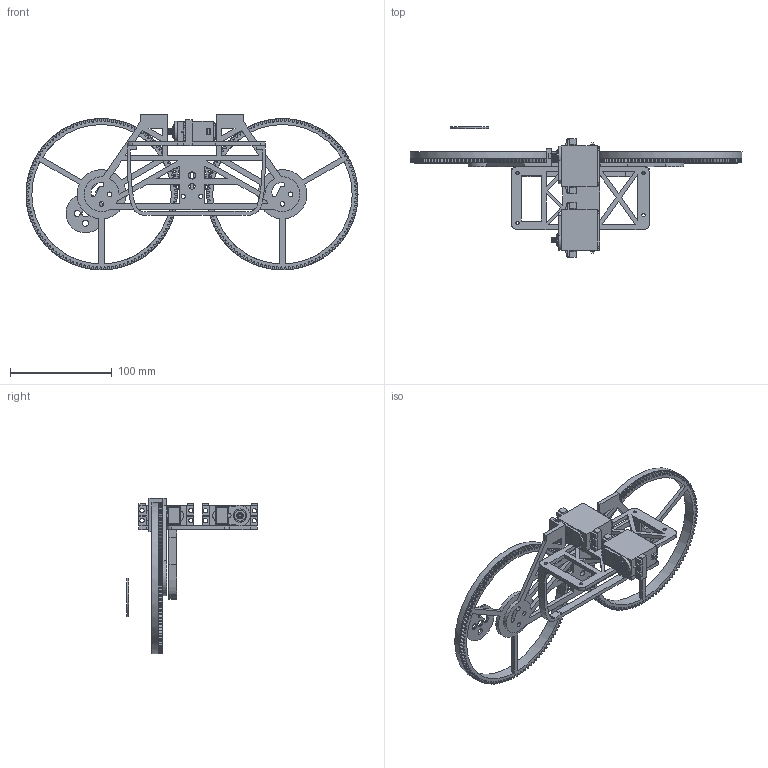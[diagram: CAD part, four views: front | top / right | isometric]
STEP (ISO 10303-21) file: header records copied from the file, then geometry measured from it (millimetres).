
FILE_DESCRIPTION(/* description */ ('STEP AP242','CAx-IF Rec.Pracs.---Representation and Presentation of Product Manufacturing Information (PMI)---4.0---2014-10-13','CAx-IF Rec.Pracs.---3D Tessellated Geometry---0.4---2014-09-14','2;1'),/* implementation_level */ '2;1');
FILE_NAME(/* name */ '67657cfe67f02c7fbb44ffe6',/* time_stamp */ '2024-12-20T14:19:45Z',/* author */ (''),/* organization */ (''),/* preprocessor_version */ 'ST-DEVELOPER v20',/* originating_system */ 'ONSHAPE BY PTC INC, 1.191',/* authorisation */ ' ');
FILE_SCHEMA (('AP242_MANAGED_MODEL_BASED_3D_ENGINEERING_MIM_LF { 1 0 10303 442 1 1 4 }'));
Length unit declared in the file: metre
Products named in the file (9): Assembly 6; MG995 v3; Part 1; Spur gear (28 teeth); Spur gear (115 teeth)
Assembly tree (12 placements, depth 2):
  Assembly 6
    MG995 v3  x2
    Part 1
    Part 1  x2
    Spur gear (28 teeth)
    Spur gear (115 teeth)  x2
    MG995 v3  x2
    Part 1
    Part 1
Bounding box: 326.39 x 128.54 x 153.03 mm (x, y, z)
Volume: 198228 mm3; surface area: 117938.5 mm2
Topology: 12 solids, 12 shells, 2170 faces, 6362 edges, 4230 vertices
Faces by surface type: cylinder 1382, plane 709, bspline 77, cone 2
Full cylindrical faces by diameter (mm): 2.5 x2, 3.2 x2, 3.302 x4, 4 x3, 4.302 x8, 4.5 x4, 6 x5, 6.5 x2, 7 x3, 11 x2, 13 x2, 26.67 x2, 30.48 x2, 31.115 x2, 38.1 x2, 137.16 x2, 148.59 x2
Entity records: 48781 total; most frequent: CARTESIAN_POINT 13312, DIRECTION 7591, ORIENTED_EDGE 7520, EDGE_CURVE 3760, AXIS2_PLACEMENT_3D 3027, VERTEX_POINT 2524, CIRCLE 1790, LINE 1537
